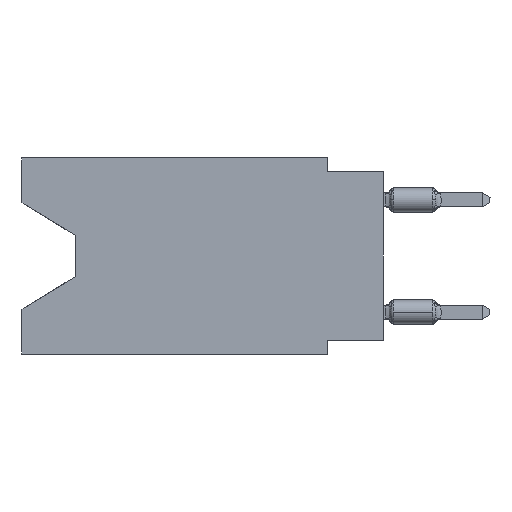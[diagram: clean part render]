
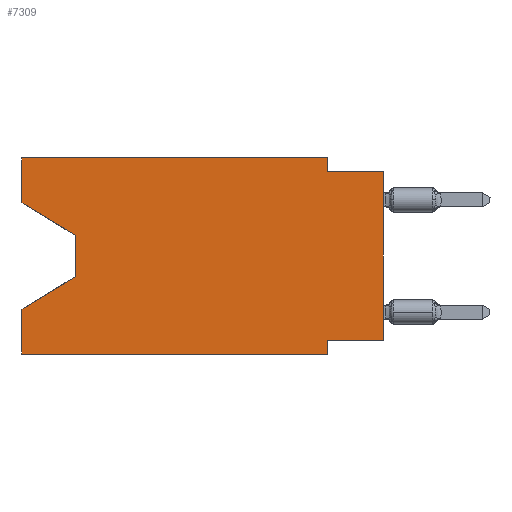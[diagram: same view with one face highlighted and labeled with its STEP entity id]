
A CAD part, left-side view. The second image highlights one B-rep face of the part: STEP entity #7309.
In plain terms, the highlighted planar face has unit normal (-1, 0, 0).
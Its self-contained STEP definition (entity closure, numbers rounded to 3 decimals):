
#177 = CARTESIAN_POINT ( 'NONE',  ( 0., 13.97, -3.505 ) ) ;
#216 = VERTEX_POINT ( 'NONE', #18930 ) ;
#373 = CARTESIAN_POINT ( 'NONE',  ( 0., 13.97, -3.505 ) ) ;
#755 = CARTESIAN_POINT ( 'NONE',  ( 0., 0., 0. ) ) ;
#1119 = VERTEX_POINT ( 'NONE', #14886 ) ;
#2267 = DIRECTION ( 'NONE',  ( 0., -1., 0. ) ) ;
#2515 = VECTOR ( 'NONE', #29020, 1000. ) ;
#2752 = EDGE_CURVE ( 'NONE', #3089, #15883, #22908, .T. ) ;
#2956 = DIRECTION ( 'NONE',  ( 0., 0., -1. ) ) ;
#3089 = VERTEX_POINT ( 'NONE', #177 ) ;
#3314 = EDGE_CURVE ( 'NONE', #11327, #12926, #6338, .T. ) ;
#3374 = LINE ( 'NONE', #10669, #19074 ) ;
#3452 = EDGE_CURVE ( 'NONE', #5581, #1119, #6976, .T. ) ;
#3555 = ORIENTED_EDGE ( 'NONE', *, *, #10301, .F. ) ;
#4158 = EDGE_CURVE ( 'NONE', #30125, #21375, #12196, .T. ) ;
#5211 = ORIENTED_EDGE ( 'NONE', *, *, #26050, .F. ) ;
#5581 = VERTEX_POINT ( 'NONE', #13793 ) ;
#5750 = VERTEX_POINT ( 'NONE', #27537 ) ;
#5794 = EDGE_CURVE ( 'NONE', #15883, #5750, #3374, .T. ) ;
#5807 = LINE ( 'NONE', #755, #11849 ) ;
#6338 = LINE ( 'NONE', #10719, #25434 ) ;
#6976 = LINE ( 'NONE', #19894, #25951 ) ;
#7309 = ADVANCED_FACE ( 'NONE', ( #8480 ), #25171, .F. ) ;
#7512 = LINE ( 'NONE', #9473, #9537 ) ;
#8068 = DIRECTION ( 'NONE',  ( 0., 0., 1. ) ) ;
#8218 = EDGE_CURVE ( 'NONE', #16928, #12926, #31207, .T. ) ;
#8239 = VECTOR ( 'NONE', #29842, 1000. ) ;
#8461 = DIRECTION ( 'NONE',  ( 0., -1., 0. ) ) ;
#8463 = CARTESIAN_POINT ( 'NONE',  ( 0., 2.54, -0.635 ) ) ;
#8480 = FACE_OUTER_BOUND ( 'NONE', #28150, .T. ) ;
#8673 = EDGE_CURVE ( 'NONE', #21375, #216, #29056, .T. ) ;
#8997 = CARTESIAN_POINT ( 'NONE',  ( 0., 2.54, -8.89 ) ) ;
#9179 = AXIS2_PLACEMENT_3D ( 'NONE', #30193, #25665, #2956 ) ;
#9238 = LINE ( 'NONE', #19121, #2515 ) ;
#9421 = LINE ( 'NONE', #19463, #31638 ) ;
#9473 = CARTESIAN_POINT ( 'NONE',  ( 0., 16.383, 0. ) ) ;
#9537 = VECTOR ( 'NONE', #21942, 1000. ) ;
#9554 = CARTESIAN_POINT ( 'NONE',  ( 0., 2.54, -8.89 ) ) ;
#10033 = CARTESIAN_POINT ( 'NONE',  ( 0., 0., -8.255 ) ) ;
#10301 = EDGE_CURVE ( 'NONE', #29361, #16928, #19942, .T. ) ;
#10367 = CARTESIAN_POINT ( 'NONE',  ( 0., 0., -8.255 ) ) ;
#10669 = CARTESIAN_POINT ( 'NONE',  ( 0., 13.97, -5.385 ) ) ;
#10719 = CARTESIAN_POINT ( 'NONE',  ( 0., 16.383, -8.89 ) ) ;
#11327 = VERTEX_POINT ( 'NONE', #18998 ) ;
#11397 = VECTOR ( 'NONE', #20158, 1000. ) ;
#11414 = ORIENTED_EDGE ( 'NONE', *, *, #5794, .T. ) ;
#11849 = VECTOR ( 'NONE', #8068, 1000. ) ;
#11905 = ORIENTED_EDGE ( 'NONE', *, *, #8673, .F. ) ;
#12196 = LINE ( 'NONE', #17057, #21406 ) ;
#12926 = VERTEX_POINT ( 'NONE', #9554 ) ;
#12982 = ORIENTED_EDGE ( 'NONE', *, *, #13059, .T. ) ;
#13059 = EDGE_CURVE ( 'NONE', #5581, #3089, #9238, .T. ) ;
#13317 = EDGE_CURVE ( 'NONE', #29361, #216, #5807, .T. ) ;
#13466 = ORIENTED_EDGE ( 'NONE', *, *, #13317, .T. ) ;
#13793 = CARTESIAN_POINT ( 'NONE',  ( 0., 16.383, -2.038 ) ) ;
#14025 = CARTESIAN_POINT ( 'NONE',  ( 0., 13.97, -5.385 ) ) ;
#14283 = CARTESIAN_POINT ( 'NONE',  ( 0., 0., -0.635 ) ) ;
#14886 = CARTESIAN_POINT ( 'NONE',  ( 0., 16.383, 0. ) ) ;
#15883 = VERTEX_POINT ( 'NONE', #14025 ) ;
#16598 = VECTOR ( 'NONE', #23550, 1000. ) ;
#16928 = VERTEX_POINT ( 'NONE', #22059 ) ;
#17057 = CARTESIAN_POINT ( 'NONE',  ( 0., 2.54, 0. ) ) ;
#18299 = ORIENTED_EDGE ( 'NONE', *, *, #29683, .F. ) ;
#18878 = DIRECTION ( 'NONE',  ( 0., 0., -1. ) ) ;
#18930 = CARTESIAN_POINT ( 'NONE',  ( 0., 0., -0.635 ) ) ;
#18998 = CARTESIAN_POINT ( 'NONE',  ( 0., 16.383, -8.89 ) ) ;
#19074 = VECTOR ( 'NONE', #20553, 1000. ) ;
#19089 = ORIENTED_EDGE ( 'NONE', *, *, #2752, .T. ) ;
#19121 = CARTESIAN_POINT ( 'NONE',  ( 0., 16.383, -2.038 ) ) ;
#19463 = CARTESIAN_POINT ( 'NONE',  ( 0., 16.383, 0. ) ) ;
#19508 = ORIENTED_EDGE ( 'NONE', *, *, #8218, .F. ) ;
#19894 = CARTESIAN_POINT ( 'NONE',  ( 0., 16.383, 0. ) ) ;
#19942 = LINE ( 'NONE', #10367, #8239 ) ;
#20158 = DIRECTION ( 'NONE',  ( 0., 0., -1. ) ) ;
#20553 = DIRECTION ( 'NONE',  ( 0., 0.855, -0.519 ) ) ;
#21375 = VERTEX_POINT ( 'NONE', #8463 ) ;
#21406 = VECTOR ( 'NONE', #24202, 1000. ) ;
#21942 = DIRECTION ( 'NONE',  ( 0., 0., 1. ) ) ;
#22010 = CARTESIAN_POINT ( 'NONE',  ( 0., 2.54, 0. ) ) ;
#22059 = CARTESIAN_POINT ( 'NONE',  ( 0., 2.54, -8.255 ) ) ;
#22908 = LINE ( 'NONE', #373, #11397 ) ;
#23550 = DIRECTION ( 'NONE',  ( 0., -1., 0. ) ) ;
#24202 = DIRECTION ( 'NONE',  ( 0., 0., -1. ) ) ;
#25171 = PLANE ( 'NONE',  #9179 ) ;
#25434 = VECTOR ( 'NONE', #8461, 1000. ) ;
#25665 = DIRECTION ( 'NONE',  ( 1., 0., 0. ) ) ;
#25951 = VECTOR ( 'NONE', #29030, 1000. ) ;
#26050 = EDGE_CURVE ( 'NONE', #11327, #5750, #7512, .T. ) ;
#26214 = VECTOR ( 'NONE', #18878, 1000. ) ;
#27537 = CARTESIAN_POINT ( 'NONE',  ( 0., 16.383, -6.852 ) ) ;
#28150 = EDGE_LOOP ( 'NONE', ( #12982, #19089, #11414, #5211, #30610, #19508, #3555, #13466, #11905, #30262, #18299, #28758 ) ) ;
#28758 = ORIENTED_EDGE ( 'NONE', *, *, #3452, .F. ) ;
#29020 = DIRECTION ( 'NONE',  ( 0., -0.855, -0.519 ) ) ;
#29030 = DIRECTION ( 'NONE',  ( 0., 0., 1. ) ) ;
#29056 = LINE ( 'NONE', #14283, #16598 ) ;
#29361 = VERTEX_POINT ( 'NONE', #10033 ) ;
#29683 = EDGE_CURVE ( 'NONE', #1119, #30125, #9421, .T. ) ;
#29842 = DIRECTION ( 'NONE',  ( 0., 1., 0. ) ) ;
#30125 = VERTEX_POINT ( 'NONE', #22010 ) ;
#30193 = CARTESIAN_POINT ( 'NONE',  ( 0., 16.383, 0. ) ) ;
#30262 = ORIENTED_EDGE ( 'NONE', *, *, #4158, .F. ) ;
#30610 = ORIENTED_EDGE ( 'NONE', *, *, #3314, .T. ) ;
#31207 = LINE ( 'NONE', #8997, #26214 ) ;
#31638 = VECTOR ( 'NONE', #2267, 1000. ) ;
